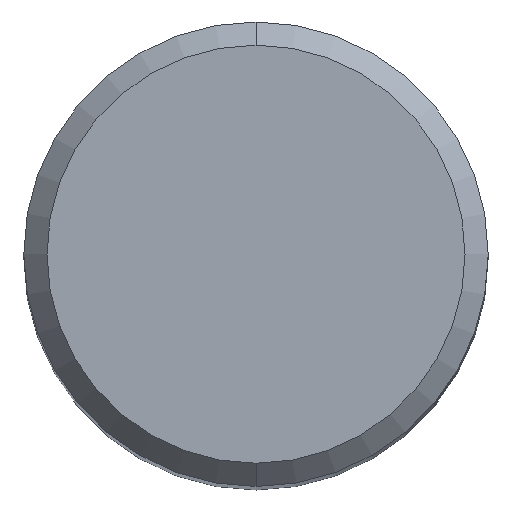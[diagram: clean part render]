
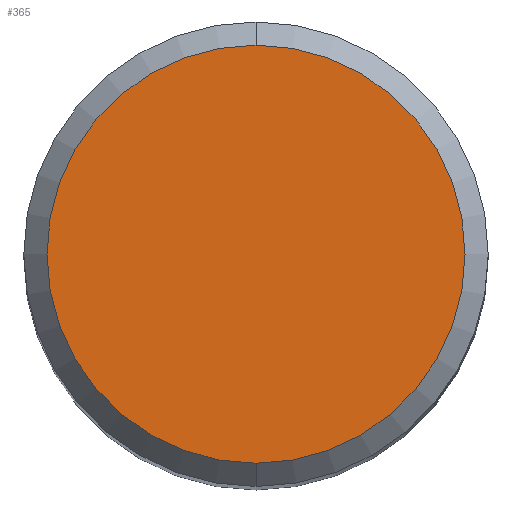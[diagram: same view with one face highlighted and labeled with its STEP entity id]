
A CAD part, top view. The second image highlights one B-rep face of the part: STEP entity #365.
In plain terms, the highlighted planar face has unit normal (0, 0, 1).
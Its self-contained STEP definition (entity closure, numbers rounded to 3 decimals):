
#365=ADVANCED_FACE('',(#1003),#1004,.T.);
#417=EDGE_CURVE('',#433,#731,#1060,.T.);
#433=VERTEX_POINT('',#1079);
#699=EDGE_CURVE('',#731,#433,#1371,.T.);
#731=VERTEX_POINT('',#1405);
#1003=FACE_OUTER_BOUND('',#1739,.T.);
#1004=PLANE('',#1740);
#1060=CIRCLE('',#3189,5.4);
#1079=CARTESIAN_POINT('',(0.,-5.4,0.0));
#1371=CIRCLE('',#6955,5.4);
#1405=CARTESIAN_POINT('',(0.0,5.4,0.0));
#1739=EDGE_LOOP('',(#9389,#9390));
#1740=AXIS2_PLACEMENT_3D('',#9391,#9392,#9393);
#3189=AXIS2_PLACEMENT_3D('',#9443,#9444,#9445);
#6955=AXIS2_PLACEMENT_3D('',#9755,#9756,#9757);
#9389=ORIENTED_EDGE('',*,*,#699,.F.);
#9390=ORIENTED_EDGE('',*,*,#417,.F.);
#9391=CARTESIAN_POINT('',(0.0,2.7,0.0));
#9392=DIRECTION('',(-0.0,0.0,1.0));
#9393=DIRECTION('',(0.0,-1.0,0.0));
#9443=CARTESIAN_POINT('',(0.0,0.0,0.0));
#9444=DIRECTION('',(0.0,0.0,-1.0));
#9445=DIRECTION('',(0.0,1.0,0.0));
#9755=CARTESIAN_POINT('',(0.0,0.0,0.0));
#9756=DIRECTION('',(0.0,0.0,-1.0));
#9757=DIRECTION('',(0.0,1.0,0.0));
